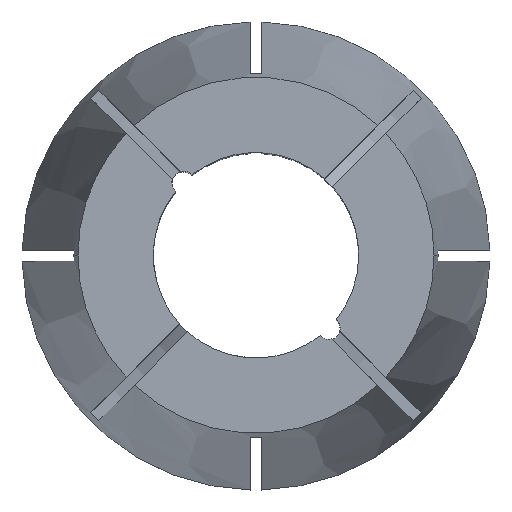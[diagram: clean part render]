
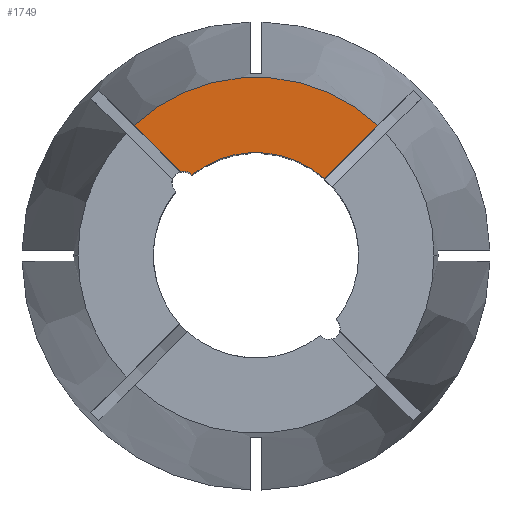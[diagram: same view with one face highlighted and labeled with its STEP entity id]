
A CAD part, top view. The second image highlights one B-rep face of the part: STEP entity #1749.
In plain terms, the highlighted planar face has unit normal (0, 0, 1).
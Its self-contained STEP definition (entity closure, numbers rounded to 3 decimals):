
#212 = AXIS2_PLACEMENT_3D ( 'NONE', #242, #236, #1985 ) ;
#236 = DIRECTION ( 'NONE',  ( 0., 0., -1. ) ) ;
#242 = CARTESIAN_POINT ( 'NONE',  ( 0., 0., 0. ) ) ;
#260 = PLANE ( 'NONE',  #212 ) ;
#325 = VECTOR ( 'NONE', #878, 1000. ) ;
#372 = ORIENTED_EDGE ( 'NONE', *, *, #621, .T. ) ;
#379 = LINE ( 'NONE', #883, #325 ) ;
#384 = VECTOR ( 'NONE', #1914, 1000. ) ;
#413 = LINE ( 'NONE', #1859, #384 ) ;
#561 = DIRECTION ( 'NONE',  ( 1., 0., 0. ) ) ;
#579 = DIRECTION ( 'NONE',  ( -1., 0., 0. ) ) ;
#621 = EDGE_CURVE ( 'NONE', #1384, #1353, #413, .T. ) ;
#684 = ORIENTED_EDGE ( 'NONE', *, *, #1485, .T. ) ;
#687 = VERTEX_POINT ( 'NONE', #1166 ) ;
#697 = EDGE_CURVE ( 'NONE', #2174, #687, #379, .T. ) ;
#727 = DIRECTION ( 'NONE',  ( 0., 0., 1. ) ) ;
#728 = DIRECTION ( 'NONE',  ( 1., 0., 0. ) ) ;
#735 = CARTESIAN_POINT ( 'NONE',  ( 0., 0., 0. ) ) ;
#757 = DIRECTION ( 'NONE',  ( 0., 0., 1. ) ) ;
#771 = CARTESIAN_POINT ( 'NONE',  ( -10.668, 11.375, 0. ) ) ;
#868 = DIRECTION ( 'NONE',  ( 0., 0., 1. ) ) ;
#873 = ORIENTED_EDGE ( 'NONE', *, *, #697, .T. ) ;
#877 = CARTESIAN_POINT ( 'NONE',  ( 0., 0., 0. ) ) ;
#878 = DIRECTION ( 'NONE',  ( 0.707, 0.707, 0. ) ) ;
#883 = CARTESIAN_POINT ( 'NONE',  ( -0.354, 0.354, 0. ) ) ;
#1097 = CARTESIAN_POINT ( 'NONE',  ( -6.623, 7.33, 0. ) ) ;
#1125 = CIRCLE ( 'NONE', #1958, 9. ) ;
#1166 = CARTESIAN_POINT ( 'NONE',  ( 10.668, 11.375, 0. ) ) ;
#1197 = CIRCLE ( 'NONE', #1519, 1. ) ;
#1349 = FACE_OUTER_BOUND ( 'NONE', #1826, .T. ) ;
#1353 = VERTEX_POINT ( 'NONE', #1097 ) ;
#1384 = VERTEX_POINT ( 'NONE', #771 ) ;
#1484 = CARTESIAN_POINT ( 'NONE',  ( -5.619, 7.031, 0. ) ) ;
#1485 = EDGE_CURVE ( 'NONE', #687, #1384, #1653, .T. ) ;
#1505 = ORIENTED_EDGE ( 'NONE', *, *, #1923, .F. ) ;
#1519 = AXIS2_PLACEMENT_3D ( 'NONE', #1656, #757, #579 ) ;
#1584 = ORIENTED_EDGE ( 'NONE', *, *, #2045, .F. ) ;
#1653 = CIRCLE ( 'NONE', #1717, 15.595 ) ;
#1656 = CARTESIAN_POINT ( 'NONE',  ( -6.364, 6.364, 0. ) ) ;
#1717 = AXIS2_PLACEMENT_3D ( 'NONE', #877, #868, #728 ) ;
#1749 = ADVANCED_FACE ( 'NONE', ( #1349 ), #260, .F. ) ;
#1826 = EDGE_LOOP ( 'NONE', ( #372, #1505, #1584, #873, #684 ) ) ;
#1834 = CARTESIAN_POINT ( 'NONE',  ( 6.001, 6.708, 0. ) ) ;
#1859 = CARTESIAN_POINT ( 'NONE',  ( 0.354, 0.354, 0. ) ) ;
#1914 = DIRECTION ( 'NONE',  ( 0.707, -0.707, 0. ) ) ;
#1923 = EDGE_CURVE ( 'NONE', #2124, #1353, #1197, .T. ) ;
#1958 = AXIS2_PLACEMENT_3D ( 'NONE', #735, #727, #561 ) ;
#1985 = DIRECTION ( 'NONE',  ( -1., 0., 0. ) ) ;
#2045 = EDGE_CURVE ( 'NONE', #2174, #2124, #1125, .T. ) ;
#2124 = VERTEX_POINT ( 'NONE', #1484 ) ;
#2174 = VERTEX_POINT ( 'NONE', #1834 ) ;
